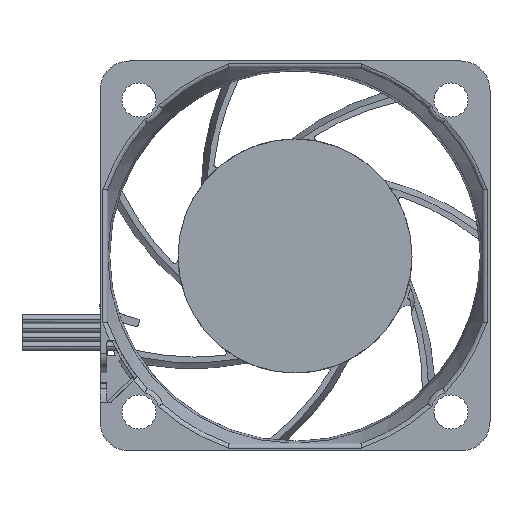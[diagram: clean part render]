
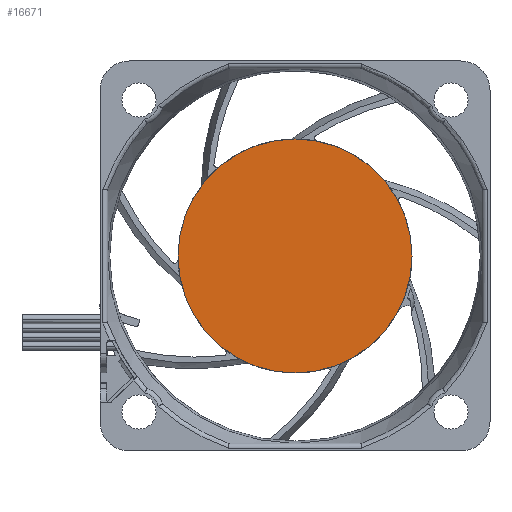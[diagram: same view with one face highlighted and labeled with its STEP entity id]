
A CAD part, left-side view. The second image highlights one B-rep face of the part: STEP entity #16671.
In plain terms, the highlighted planar face has unit normal (-1, 0, 0).
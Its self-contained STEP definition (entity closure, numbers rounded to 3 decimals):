
#5201=CARTESIAN_POINT('',(-3.,0.,0.));
#5202=DIRECTION('',(1.,0.,0.));
#5203=DIRECTION('',(0.,1.,0.));
#5204=AXIS2_PLACEMENT_3D('',#5201,#5202,#5203);
#5206=CARTESIAN_POINT('',(-3.,0.,0.));
#5207=DIRECTION('',(1.,0.,0.));
#5208=DIRECTION('',(0.,-1.,0.));
#5209=AXIS2_PLACEMENT_3D('',#5206,#5207,#5208);
#7519=CARTESIAN_POINT('',(-3.,-12.,0.));
#7520=VERTEX_POINT('',#7519);
#7521=CARTESIAN_POINT('',(-3.,12.,0.));
#7522=VERTEX_POINT('',#7521);
#16662=CARTESIAN_POINT('',(-3.,0.,0.));
#16663=DIRECTION('',(1.,0.,0.));
#16664=DIRECTION('',(0.,1.,0.));
#16665=AXIS2_PLACEMENT_3D('',#16662,#16663,#16664);
#16666=PLANE('',#16665);
#16667=ORIENTED_EDGE('',*,*,#14125,.T.);
#16668=ORIENTED_EDGE('',*,*,#9850,.T.);
#16669=EDGE_LOOP('',(#16667,#16668));
#16670=FACE_OUTER_BOUND('',#16669,.F.);
#16671=ADVANCED_FACE('',(#16670),#16666,.F.);
#5205=CIRCLE('',#5204,12.);
#5210=CIRCLE('',#5209,12.);
#9850=EDGE_CURVE('',#7520,#7522,#5210,.T.);
#14125=EDGE_CURVE('',#7522,#7520,#5205,.T.);
